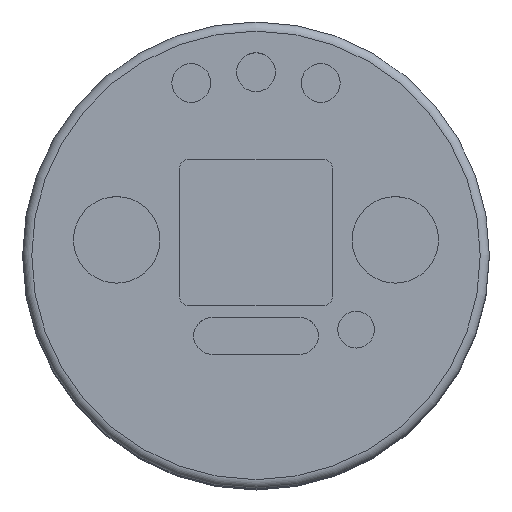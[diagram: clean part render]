
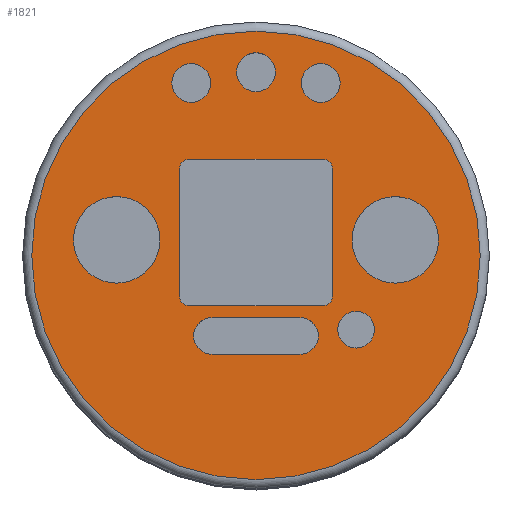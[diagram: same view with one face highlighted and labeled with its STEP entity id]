
A CAD part, top view. The second image highlights one B-rep face of the part: STEP entity #1821.
In plain terms, the highlighted planar face has unit normal (0, 0, 1).
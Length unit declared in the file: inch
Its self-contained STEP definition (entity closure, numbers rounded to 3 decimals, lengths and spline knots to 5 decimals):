
#34=FACE_BOUND('',#325,.T.);
#35=FACE_BOUND('',#326,.T.);
#36=FACE_BOUND('',#327,.T.);
#37=FACE_BOUND('',#328,.T.);
#38=FACE_BOUND('',#329,.T.);
#39=FACE_BOUND('',#330,.T.);
#40=FACE_BOUND('',#331,.T.);
#41=FACE_BOUND('',#332,.T.);
#94=PLANE('',#2020);
#204=FACE_OUTER_BOUND('',#324,.T.);
#324=EDGE_LOOP('',(#1613));
#325=EDGE_LOOP('',(#1614));
#326=EDGE_LOOP('',(#1615));
#327=EDGE_LOOP('',(#1616));
#328=EDGE_LOOP('',(#1617,#1618,#1619,#1620));
#329=EDGE_LOOP('',(#1621));
#330=EDGE_LOOP('',(#1622));
#331=EDGE_LOOP('',(#1623,#1624,#1625,#1626,#1627,#1628,#1629,#1630));
#332=EDGE_LOOP('',(#1631));
#399=CIRCLE('',#1977,0.1475);
#401=CIRCLE('',#1981,0.1475);
#404=CIRCLE('',#1986,0.03125);
#408=CIRCLE('',#1993,0.03125);
#409=CIRCLE('',#1995,0.03125);
#410=CIRCLE('',#1998,0.03125);
#423=CIRCLE('',#2018,0.76475);
#425=CIRCLE('',#2021,0.06603);
#426=CIRCLE('',#2022,0.0625);
#427=CIRCLE('',#2023,0.0625);
#428=CIRCLE('',#2024,0.0625);
#429=CIRCLE('',#2025,0.06603);
#430=CIRCLE('',#2026,0.06625);
#584=LINE('',#3790,#723);
#589=LINE('',#3804,#728);
#594=LINE('',#3851,#733);
#595=LINE('',#3854,#734);
#596=LINE('',#3859,#735);
#597=LINE('',#3860,#736);
#723=VECTOR('',#2444,0.3937);
#728=VECTOR('',#2459,0.3937);
#733=VECTOR('',#2516,0.3937);
#734=VECTOR('',#2519,0.3937);
#735=VECTOR('',#2524,0.3937);
#736=VECTOR('',#2525,0.3937);
#868=VERTEX_POINT('',#3752);
#870=VERTEX_POINT('',#3759);
#874=VERTEX_POINT('',#3769);
#875=VERTEX_POINT('',#3771);
#882=VERTEX_POINT('',#3789);
#883=VERTEX_POINT('',#3793);
#884=VERTEX_POINT('',#3797);
#885=VERTEX_POINT('',#3799);
#886=VERTEX_POINT('',#3803);
#887=VERTEX_POINT('',#3807);
#898=VERTEX_POINT('',#3841);
#899=VERTEX_POINT('',#3845);
#900=VERTEX_POINT('',#3847);
#901=VERTEX_POINT('',#3848);
#902=VERTEX_POINT('',#3850);
#903=VERTEX_POINT('',#3852);
#904=VERTEX_POINT('',#3855);
#905=VERTEX_POINT('',#3857);
#906=VERTEX_POINT('',#3861);
#1101=EDGE_CURVE('',#868,#868,#399,.T.);
#1104=EDGE_CURVE('',#870,#870,#401,.T.);
#1109=EDGE_CURVE('',#874,#875,#404,.T.);
#1118=EDGE_CURVE('',#882,#875,#584,.T.);
#1120=EDGE_CURVE('',#882,#883,#408,.T.);
#1123=EDGE_CURVE('',#884,#885,#409,.T.);
#1125=EDGE_CURVE('',#886,#885,#589,.T.);
#1127=EDGE_CURVE('',#886,#887,#410,.T.);
#1143=EDGE_CURVE('',#898,#898,#423,.T.);
#1145=EDGE_CURVE('',#899,#899,#425,.T.);
#1146=EDGE_CURVE('',#900,#901,#426,.T.);
#1147=EDGE_CURVE('',#901,#902,#594,.T.);
#1148=EDGE_CURVE('',#902,#903,#427,.T.);
#1149=EDGE_CURVE('',#903,#900,#595,.T.);
#1150=EDGE_CURVE('',#904,#904,#428,.T.);
#1151=EDGE_CURVE('',#905,#905,#429,.T.);
#1152=EDGE_CURVE('',#884,#883,#596,.T.);
#1153=EDGE_CURVE('',#874,#887,#597,.T.);
#1154=EDGE_CURVE('',#906,#906,#430,.T.);
#1613=ORIENTED_EDGE('',*,*,#1143,.F.);
#1614=ORIENTED_EDGE('',*,*,#1101,.T.);
#1615=ORIENTED_EDGE('',*,*,#1104,.T.);
#1616=ORIENTED_EDGE('',*,*,#1145,.T.);
#1617=ORIENTED_EDGE('',*,*,#1146,.T.);
#1618=ORIENTED_EDGE('',*,*,#1147,.T.);
#1619=ORIENTED_EDGE('',*,*,#1148,.T.);
#1620=ORIENTED_EDGE('',*,*,#1149,.T.);
#1621=ORIENTED_EDGE('',*,*,#1150,.T.);
#1622=ORIENTED_EDGE('',*,*,#1151,.T.);
#1623=ORIENTED_EDGE('',*,*,#1152,.T.);
#1624=ORIENTED_EDGE('',*,*,#1120,.F.);
#1625=ORIENTED_EDGE('',*,*,#1118,.T.);
#1626=ORIENTED_EDGE('',*,*,#1109,.F.);
#1627=ORIENTED_EDGE('',*,*,#1153,.T.);
#1628=ORIENTED_EDGE('',*,*,#1127,.F.);
#1629=ORIENTED_EDGE('',*,*,#1125,.T.);
#1630=ORIENTED_EDGE('',*,*,#1123,.F.);
#1631=ORIENTED_EDGE('',*,*,#1154,.T.);
#1821=ADVANCED_FACE('',(#204,#34,#35,#36,#37,#38,#39,#40,#41),#94,.T.);
#1977=AXIS2_PLACEMENT_3D('',#3753,#2406,#2407);
#1981=AXIS2_PLACEMENT_3D('',#3760,#2415,#2416);
#1986=AXIS2_PLACEMENT_3D('',#3772,#2427,#2428);
#1993=AXIS2_PLACEMENT_3D('',#3794,#2448,#2449);
#1995=AXIS2_PLACEMENT_3D('',#3800,#2454,#2455);
#1998=AXIS2_PLACEMENT_3D('',#3808,#2463,#2464);
#2018=AXIS2_PLACEMENT_3D('',#3842,#2506,#2507);
#2020=AXIS2_PLACEMENT_3D('',#3844,#2510,#2511);
#2021=AXIS2_PLACEMENT_3D('',#3846,#2512,#2513);
#2022=AXIS2_PLACEMENT_3D('',#3849,#2514,#2515);
#2023=AXIS2_PLACEMENT_3D('',#3853,#2517,#2518);
#2024=AXIS2_PLACEMENT_3D('',#3856,#2520,#2521);
#2025=AXIS2_PLACEMENT_3D('',#3858,#2522,#2523);
#2026=AXIS2_PLACEMENT_3D('',#3862,#2526,#2527);
#2406=DIRECTION('center_axis',(0.,0.,-1.));
#2407=DIRECTION('ref_axis',(-1.,0.,0.));
#2415=DIRECTION('center_axis',(0.,0.,-1.));
#2416=DIRECTION('ref_axis',(-1.,0.,0.));
#2427=DIRECTION('center_axis',(0.,0.,1.));
#2428=DIRECTION('ref_axis',(-0.707,-0.707,0.));
#2444=DIRECTION('',(-1.,0.,0.));
#2448=DIRECTION('center_axis',(0.,0.,1.));
#2449=DIRECTION('ref_axis',(0.707,-0.707,0.));
#2454=DIRECTION('center_axis',(0.,0.,1.));
#2455=DIRECTION('ref_axis',(0.707,0.707,0.));
#2459=DIRECTION('',(1.,0.,0.));
#2463=DIRECTION('center_axis',(0.,0.,1.));
#2464=DIRECTION('ref_axis',(-0.707,0.707,0.));
#2506=DIRECTION('center_axis',(0.,0.,-1.));
#2507=DIRECTION('ref_axis',(1.,0.,0.));
#2510=DIRECTION('center_axis',(0.,0.,1.));
#2511=DIRECTION('ref_axis',(1.,0.,0.));
#2512=DIRECTION('center_axis',(0.,0.,-1.));
#2513=DIRECTION('ref_axis',(1.,0.,0.));
#2514=DIRECTION('center_axis',(0.,0.,-1.));
#2515=DIRECTION('ref_axis',(0.,1.,0.));
#2516=DIRECTION('',(1.,0.,0.));
#2517=DIRECTION('center_axis',(0.,0.,-1.));
#2518=DIRECTION('ref_axis',(0.,-1.,0.));
#2519=DIRECTION('',(-1.,0.,0.));
#2520=DIRECTION('center_axis',(0.,0.,-1.));
#2521=DIRECTION('ref_axis',(1.,0.,0.));
#2522=DIRECTION('center_axis',(0.,0.,-1.));
#2523=DIRECTION('ref_axis',(1.,0.,0.));
#2524=DIRECTION('',(0.,-1.,0.));
#2525=DIRECTION('',(0.,1.,0.));
#2526=DIRECTION('center_axis',(0.,0.,-1.));
#2527=DIRECTION('ref_axis',(1.,0.,0.));
#3752=CARTESIAN_POINT('',(-0.3275,0.053,0.15));
#3753=CARTESIAN_POINT('Origin',(-0.475,0.053,0.15));
#3759=CARTESIAN_POINT('',(0.6225,0.053,0.15));
#3760=CARTESIAN_POINT('Origin',(0.475,0.053,0.15));
#3769=CARTESIAN_POINT('',(-0.26,-0.14075,0.15));
#3771=CARTESIAN_POINT('',(-0.22875,-0.172,0.15));
#3772=CARTESIAN_POINT('Origin',(-0.22875,-0.14075,0.15));
#3789=CARTESIAN_POINT('',(0.22875,-0.172,0.15));
#3790=CARTESIAN_POINT('',(-0.26,-0.172,0.15));
#3793=CARTESIAN_POINT('',(0.26,-0.14075,0.15));
#3794=CARTESIAN_POINT('Origin',(0.22875,-0.14075,0.15));
#3797=CARTESIAN_POINT('',(0.26,0.29675,0.15));
#3799=CARTESIAN_POINT('',(0.22875,0.328,0.15));
#3800=CARTESIAN_POINT('Origin',(0.22875,0.29675,0.15));
#3803=CARTESIAN_POINT('',(-0.22875,0.328,0.15));
#3804=CARTESIAN_POINT('',(0.26,0.328,0.15));
#3807=CARTESIAN_POINT('',(-0.26,0.29675,0.15));
#3808=CARTESIAN_POINT('Origin',(-0.22875,0.29675,0.15));
#3841=CARTESIAN_POINT('',(-0.76475,0.,0.15));
#3842=CARTESIAN_POINT('Origin',(0.,0.,0.15));
#3844=CARTESIAN_POINT('Origin',(0.,0.,0.15));
#3845=CARTESIAN_POINT('',(0.15479,0.58817,0.15));
#3846=CARTESIAN_POINT('Origin',(0.22082,0.58817,0.15));
#3847=CARTESIAN_POINT('',(-0.15,-0.337,0.15));
#3848=CARTESIAN_POINT('',(-0.15,-0.212,0.15));
#3849=CARTESIAN_POINT('Origin',(-0.15,-0.2745,0.15));
#3850=CARTESIAN_POINT('',(0.15,-0.212,0.15));
#3851=CARTESIAN_POINT('',(0.15,-0.212,0.15));
#3852=CARTESIAN_POINT('',(0.15,-0.337,0.15));
#3853=CARTESIAN_POINT('Origin',(0.15,-0.2745,0.15));
#3854=CARTESIAN_POINT('',(-0.15,-0.337,0.15));
#3855=CARTESIAN_POINT('',(0.27882,-0.25332,0.15));
#3856=CARTESIAN_POINT('Origin',(0.34132,-0.25332,0.15));
#3857=CARTESIAN_POINT('',(-0.28685,0.58817,0.15));
#3858=CARTESIAN_POINT('Origin',(-0.22082,0.58817,0.15));
#3859=CARTESIAN_POINT('',(0.26,-0.172,0.15));
#3860=CARTESIAN_POINT('',(-0.26,0.328,0.15));
#3861=CARTESIAN_POINT('',(-0.06625,0.62475,0.15));
#3862=CARTESIAN_POINT('Origin',(0.,0.62475,0.15));
